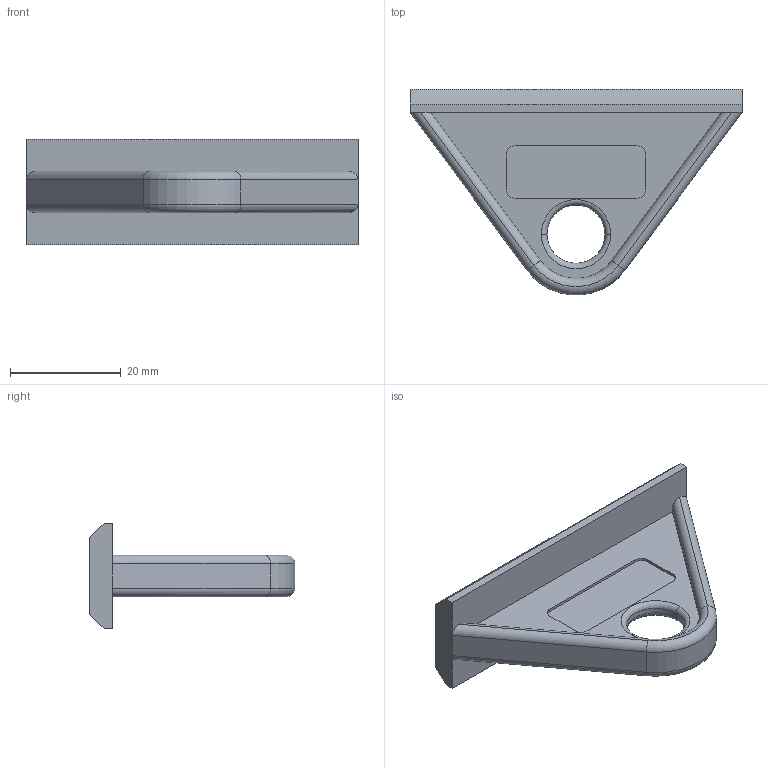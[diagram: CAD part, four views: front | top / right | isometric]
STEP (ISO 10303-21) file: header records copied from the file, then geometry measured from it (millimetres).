
FILE_DESCRIPTION (( 'STEP AP214' ), '1' );
FILE_NAME ('093006.STEP', '2014-08-22T06:28:52', ( '' ), ( '' ), 'SwSTEP 2.0', 'SolidWorks 2014', '' );
FILE_SCHEMA (( 'AUTOMOTIVE_DESIGN' ));
Length unit declared in the file: millimetre
Products named in the file (1): 093006
Bounding box: 60 x 37.16 x 19 mm (x, y, z)
Volume: 8365.9 mm3; surface area: 5662.3 mm2
Topology: 1 solids, 1 shells, 56 faces, 136 edges, 84 vertices
Faces by surface type: plane 27, cylinder 21, torus 8
Entity records: 1662 total; most frequent: CARTESIAN_POINT 301, DIRECTION 286, ORIENTED_EDGE 272, EDGE_CURVE 136, AXIS2_PLACEMENT_3D 101, VECTOR 84, VERTEX_POINT 84, LINE 84
